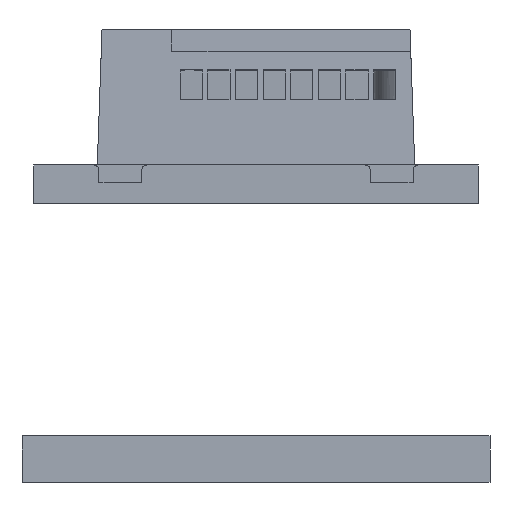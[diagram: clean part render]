
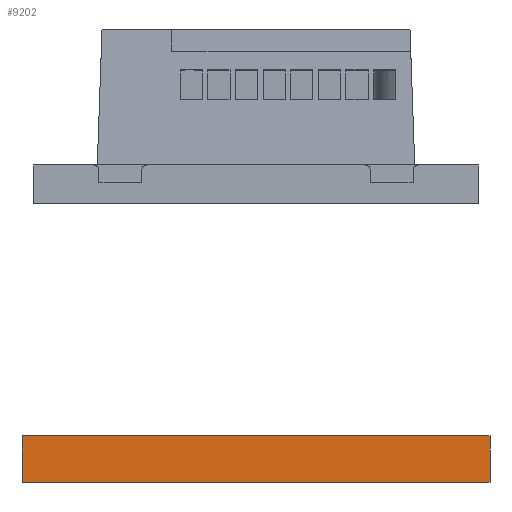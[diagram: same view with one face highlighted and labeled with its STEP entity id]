
A CAD part, front view. The second image highlights one B-rep face of the part: STEP entity #9202.
In plain terms, the highlighted planar face has unit normal (0, -1, 0).
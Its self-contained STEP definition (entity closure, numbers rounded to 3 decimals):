
#2810=ORIENTED_EDGE('',*,*,#4256,.T.);
#2811=ORIENTED_EDGE('',*,*,#4309,.F.);
#2812=ORIENTED_EDGE('',*,*,#4297,.F.);
#2813=ORIENTED_EDGE('',*,*,#4307,.T.);
#4256=EDGE_CURVE('',#5217,#5216,#6386,.F.);
#4297=EDGE_CURVE('',#5243,#5244,#6423,.T.);
#4307=EDGE_CURVE('',#5243,#5217,#6433,.T.);
#4309=EDGE_CURVE('',#5244,#5216,#6435,.T.);
#5216=VERTEX_POINT('',#14645);
#5217=VERTEX_POINT('',#14647);
#5243=VERTEX_POINT('',#14724);
#5244=VERTEX_POINT('',#14725);
#6386=LINE('',#14646,#7566);
#6423=LINE('',#14723,#7603);
#6433=LINE('',#14745,#7613);
#6435=LINE('',#14748,#7615);
#7566=VECTOR('',#11912,1000.);
#7603=VECTOR('',#11977,1000.);
#7613=VECTOR('',#11999,1000.);
#7615=VECTOR('',#12003,1000.);
#8030=EDGE_LOOP('',(#2810,#2811,#2812,#2813));
#8475=FACE_BOUND('',#8030,.T.);
#8820=PLANE('',#9759);
#9202=ADVANCED_FACE('',(#8475),#8820,.F.);
#9759=AXIS2_PLACEMENT_3D('',#14747,#12001,#12002);
#11912=DIRECTION('',(1.,0.,0.));
#11977=DIRECTION('',(-1.,0.,0.));
#11999=DIRECTION('',(0.,0.,1.));
#12001=DIRECTION('',(0.,1.,0.));
#12002=DIRECTION('',(-1.,0.,0.));
#12003=DIRECTION('',(0.,0.,1.));
#14645=CARTESIAN_POINT('',(-2.2,-2.2,-46.));
#14646=CARTESIAN_POINT('',(84.,-2.2,-46.));
#14647=CARTESIAN_POINT('',(84.2,-2.2,-46.));
#14723=CARTESIAN_POINT('',(84.,-2.2,-54.6));
#14724=CARTESIAN_POINT('',(84.2,-2.2,-54.6));
#14725=CARTESIAN_POINT('',(-2.2,-2.2,-54.6));
#14745=CARTESIAN_POINT('',(84.2,-2.2,-54.6));
#14747=CARTESIAN_POINT('',(84.,-2.2,-54.6));
#14748=CARTESIAN_POINT('',(-2.2,-2.2,-54.6));
